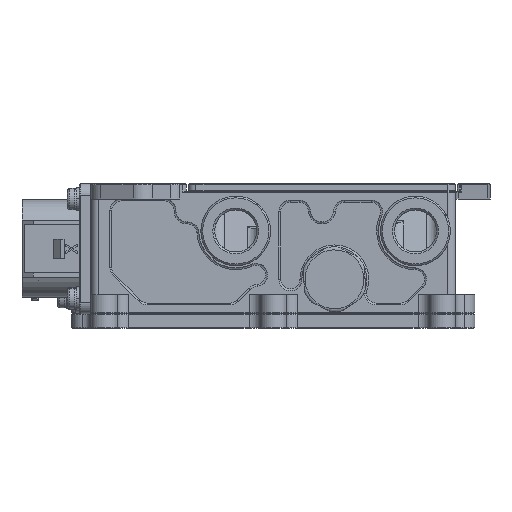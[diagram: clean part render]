
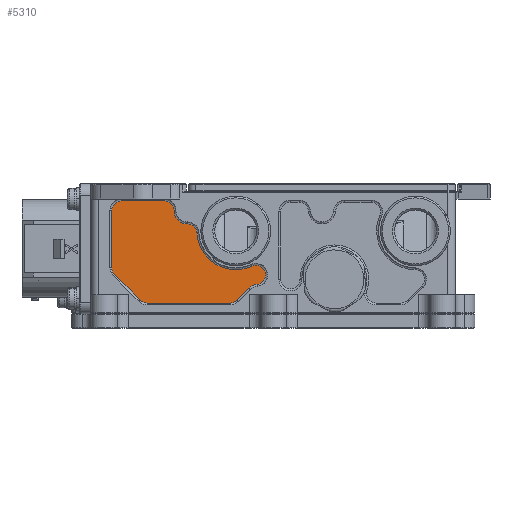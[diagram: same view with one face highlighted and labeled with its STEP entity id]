
A CAD part, front view. The second image highlights one B-rep face of the part: STEP entity #5310.
In plain terms, the highlighted planar face has unit normal (0, -1, 0).
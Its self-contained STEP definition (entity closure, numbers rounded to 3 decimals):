
#638 = LINE ( 'NONE', #40624, #34005 ) ;
#2270 = CARTESIAN_POINT ( 'NONE',  ( 3.859, -48.5, 27.802 ) ) ;
#2875 = DIRECTION ( 'NONE',  ( 1., 0., 0. ) ) ;
#4583 = AXIS2_PLACEMENT_3D ( 'NONE', #2270, #42263, #82200 ) ;
#4641 = ORIENTED_EDGE ( 'NONE', *, *, #39148, .T. ) ;
#5042 = DIRECTION ( 'NONE',  ( 1., 0., 0. ) ) ;
#5310 = ADVANCED_FACE ( 'NONE', ( #107274 ), #17494, .T. ) ;
#6238 = DIRECTION ( 'NONE',  ( -0.707, 0., -0.707 ) ) ;
#7655 = DIRECTION ( 'NONE',  ( 1., 0., 0. ) ) ;
#9342 = VERTEX_POINT ( 'NONE', #71267 ) ;
#10937 = AXIS2_PLACEMENT_3D ( 'NONE', #105916, #16147, #56129 ) ;
#13062 = EDGE_CURVE ( 'NONE', #51687, #57840, #73973, .T. ) ;
#13617 = VERTEX_POINT ( 'NONE', #117602 ) ;
#13665 = AXIS2_PLACEMENT_3D ( 'NONE', #125093, #35282, #75258 ) ;
#14918 = CARTESIAN_POINT ( 'NONE',  ( 11.243, -48.5, 29.2 ) ) ;
#16147 = DIRECTION ( 'NONE',  ( 0., -1., 0. ) ) ;
#16849 = CIRCLE ( 'NONE', #33555, 2.5 ) ;
#17494 = PLANE ( 'NONE',  #81127 ) ;
#18924 = EDGE_CURVE ( 'NONE', #13617, #49281, #61110, .T. ) ;
#21331 = ORIENTED_EDGE ( 'NONE', *, *, #94904, .T. ) ;
#22423 = CARTESIAN_POINT ( 'NONE',  ( 11.243, -48.5, 26.7 ) ) ;
#24167 = DIRECTION ( 'NONE',  ( -0.707, 0., 0.707 ) ) ;
#25499 = EDGE_CURVE ( 'NONE', #32123, #119592, #35291, .T. ) ;
#25971 = ORIENTED_EDGE ( 'NONE', *, *, #18924, .T. ) ;
#26675 = DIRECTION ( 'NONE',  ( 1., 0., 0. ) ) ;
#26724 = DIRECTION ( 'NONE',  ( 0., -1., 0. ) ) ;
#27157 = CARTESIAN_POINT ( 'NONE',  ( 19.937, -48.5, 10.872 ) ) ;
#27617 = DIRECTION ( 'NONE',  ( 0., -1., 0. ) ) ;
#27851 = CARTESIAN_POINT ( 'NONE',  ( 9.475, -48.5, 28.468 ) ) ;
#28110 = CARTESIAN_POINT ( 'NONE',  ( 4.5, -48.5, 21.836 ) ) ;
#29400 = AXIS2_PLACEMENT_3D ( 'NONE', #54866, #94800, #5042 ) ;
#32123 = VERTEX_POINT ( 'NONE', #14918 ) ;
#32536 = VERTEX_POINT ( 'NONE', #93380 ) ;
#33555 = AXIS2_PLACEMENT_3D ( 'NONE', #52707, #92642, #2875 ) ;
#34005 = VECTOR ( 'NONE', #80578, 1000. ) ;
#34302 = ORIENTED_EDGE ( 'NONE', *, *, #25499, .T. ) ;
#35190 = AXIS2_PLACEMENT_3D ( 'NONE', #28110, #68076, #108049 ) ;
#35282 = DIRECTION ( 'NONE',  ( 0., 1., 0. ) ) ;
#35285 = AXIS2_PLACEMENT_3D ( 'NONE', #76468, #116490, #26675 ) ;
#35291 = CIRCLE ( 'NONE', #108534, 2.5 ) ;
#37395 = ORIENTED_EDGE ( 'NONE', *, *, #110460, .T. ) ;
#37457 = CARTESIAN_POINT ( 'NONE',  ( 42.2, -48.5, 5. ) ) ;
#37522 = VERTEX_POINT ( 'NONE', #27157 ) ;
#38784 = LINE ( 'NONE', #78745, #117940 ) ;
#39148 = EDGE_CURVE ( 'NONE', #53519, #51687, #43260, .T. ) ;
#40624 = CARTESIAN_POINT ( 'NONE',  ( 38.7, -48.5, 29.2 ) ) ;
#41292 = CARTESIAN_POINT ( 'NONE',  ( 34.725, -48.5, 28.468 ) ) ;
#42263 = DIRECTION ( 'NONE',  ( 0., 1., 0. ) ) ;
#43013 = VECTOR ( 'NONE', #6238, 1000. ) ;
#43260 = CIRCLE ( 'NONE', #60035, 2.5 ) ;
#45467 = ORIENTED_EDGE ( 'NONE', *, *, #105273, .T. ) ;
#45899 = CARTESIAN_POINT ( 'NONE',  ( 39.7, -48.5, 2.5 ) ) ;
#47953 = LINE ( 'NONE', #87879, #55751 ) ;
#48124 = VERTEX_POINT ( 'NONE', #95305 ) ;
#49281 = VERTEX_POINT ( 'NONE', #128281 ) ;
#51687 = VERTEX_POINT ( 'NONE', #53355 ) ;
#52707 = CARTESIAN_POINT ( 'NONE',  ( 39.7, -48.5, 5. ) ) ;
#53355 = CARTESIAN_POINT ( 'NONE',  ( 41.468, -48.5, 21.725 ) ) ;
#53519 = VERTEX_POINT ( 'NONE', #115820 ) ;
#54866 = CARTESIAN_POINT ( 'NONE',  ( 22.433, -48.5, 5. ) ) ;
#55751 = VECTOR ( 'NONE', #127936, 1000. ) ;
#55840 = VERTEX_POINT ( 'NONE', #90725 ) ;
#56044 = LINE ( 'NONE', #95975, #43013 ) ;
#56129 = DIRECTION ( 'NONE',  ( 1., 0., 0. ) ) ;
#57456 = CARTESIAN_POINT ( 'NONE',  ( 38.7, -48.5, 5. ) ) ;
#57840 = VERTEX_POINT ( 'NONE', #41292 ) ;
#58148 = EDGE_CURVE ( 'NONE', #32536, #48124, #85851, .T. ) ;
#60035 = AXIS2_PLACEMENT_3D ( 'NONE', #116532, #26724, #66688 ) ;
#61110 = CIRCLE ( 'NONE', #4583, 3.5 ) ;
#62375 = DIRECTION ( 'NONE',  ( 0., -1., 0. ) ) ;
#62822 = ORIENTED_EDGE ( 'NONE', *, *, #111921, .T. ) ;
#66688 = DIRECTION ( 'NONE',  ( 1., 0., 0. ) ) ;
#67144 = ORIENTED_EDGE ( 'NONE', *, *, #95410, .T. ) ;
#67435 = CIRCLE ( 'NONE', #10937, 2.5 ) ;
#67569 = DIRECTION ( 'NONE',  ( 1., 0., 0. ) ) ;
#68076 = DIRECTION ( 'NONE',  ( 0., -1., 0. ) ) ;
#69842 = AXIS2_PLACEMENT_3D ( 'NONE', #117424, #27617, #67569 ) ;
#70177 = CIRCLE ( 'NONE', #13665, 10.15 ) ;
#71267 = CARTESIAN_POINT ( 'NONE',  ( 28.433, -48.5, 2.5 ) ) ;
#73588 = ORIENTED_EDGE ( 'NONE', *, *, #85778, .T. ) ;
#73973 = LINE ( 'NONE', #113982, #110463 ) ;
#74533 = EDGE_CURVE ( 'NONE', #48124, #9342, #126402, .T. ) ;
#75258 = DIRECTION ( 'NONE',  ( 1., 0., 0. ) ) ;
#75538 = VERTEX_POINT ( 'NONE', #37457 ) ;
#76468 = CARTESIAN_POINT ( 'NONE',  ( 22.433, -48.5, 11. ) ) ;
#78745 = CARTESIAN_POINT ( 'NONE',  ( 42.2, -48.5, 5. ) ) ;
#80578 = DIRECTION ( 'NONE',  ( -1., 0., 0. ) ) ;
#81127 = AXIS2_PLACEMENT_3D ( 'NONE', #57456, #97392, #7655 ) ;
#82200 = DIRECTION ( 'NONE',  ( 1., 0., 0. ) ) ;
#85778 = EDGE_CURVE ( 'NONE', #55840, #32123, #638, .T. ) ;
#85851 = CIRCLE ( 'NONE', #29400, 3.5 ) ;
#87879 = CARTESIAN_POINT ( 'NONE',  ( 38.7, -48.5, 2.5 ) ) ;
#88158 = VERTEX_POINT ( 'NONE', #95831 ) ;
#88306 = EDGE_CURVE ( 'NONE', #75538, #53519, #38784, .T. ) ;
#89184 = ORIENTED_EDGE ( 'NONE', *, *, #94081, .T. ) ;
#90725 = CARTESIAN_POINT ( 'NONE',  ( 32.957, -48.5, 29.2 ) ) ;
#91667 = CIRCLE ( 'NONE', #35190, 2.5 ) ;
#91749 = CIRCLE ( 'NONE', #35285, 2.5 ) ;
#92642 = DIRECTION ( 'NONE',  ( 0., -1., 0. ) ) ;
#93380 = CARTESIAN_POINT ( 'NONE',  ( 22.433, -48.5, 8.5 ) ) ;
#93813 = EDGE_CURVE ( 'NONE', #49281, #88158, #91667, .T. ) ;
#94081 = EDGE_CURVE ( 'NONE', #37522, #32536, #91749, .T. ) ;
#94800 = DIRECTION ( 'NONE',  ( 0., 1., 0. ) ) ;
#94904 = EDGE_CURVE ( 'NONE', #9342, #129046, #47953, .T. ) ;
#95305 = CARTESIAN_POINT ( 'NONE',  ( 25.933, -48.5, 5. ) ) ;
#95410 = EDGE_CURVE ( 'NONE', #119592, #13617, #56044, .T. ) ;
#95831 = CARTESIAN_POINT ( 'NONE',  ( 5.547, -48.5, 19.566 ) ) ;
#95975 = CARTESIAN_POINT ( 'NONE',  ( 12.354, -48.5, 31.346 ) ) ;
#97392 = DIRECTION ( 'NONE',  ( 0., -1., 0. ) ) ;
#101355 = ORIENTED_EDGE ( 'NONE', *, *, #93813, .T. ) ;
#102357 = DIRECTION ( 'NONE',  ( 1., 0., 0. ) ) ;
#105273 = EDGE_CURVE ( 'NONE', #88158, #37522, #70177, .T. ) ;
#105916 = CARTESIAN_POINT ( 'NONE',  ( 32.957, -48.5, 26.7 ) ) ;
#106238 = ORIENTED_EDGE ( 'NONE', *, *, #58148, .T. ) ;
#107274 = FACE_OUTER_BOUND ( 'NONE', #111534, .T. ) ;
#108049 = DIRECTION ( 'NONE',  ( 1., 0., 0. ) ) ;
#108534 = AXIS2_PLACEMENT_3D ( 'NONE', #22423, #62375, #102357 ) ;
#108722 = ORIENTED_EDGE ( 'NONE', *, *, #13062, .T. ) ;
#109977 = ORIENTED_EDGE ( 'NONE', *, *, #88306, .T. ) ;
#110460 = EDGE_CURVE ( 'NONE', #129046, #75538, #16849, .T. ) ;
#110463 = VECTOR ( 'NONE', #24167, 1000. ) ;
#111534 = EDGE_LOOP ( 'NONE', ( #34302, #67144, #25971, #101355, #45467, #89184, #106238, #126674, #21331, #37395, #109977, #4641, #108722, #62822, #73588 ) ) ;
#111921 = EDGE_CURVE ( 'NONE', #57840, #55840, #67435, .T. ) ;
#113982 = CARTESIAN_POINT ( 'NONE',  ( 48.446, -48.5, 14.746 ) ) ;
#115820 = CARTESIAN_POINT ( 'NONE',  ( 42.2, -48.5, 19.957 ) ) ;
#116490 = DIRECTION ( 'NONE',  ( 0., -1., 0. ) ) ;
#116532 = CARTESIAN_POINT ( 'NONE',  ( 39.7, -48.5, 19.957 ) ) ;
#117424 = CARTESIAN_POINT ( 'NONE',  ( 28.433, -48.5, 5. ) ) ;
#117602 = CARTESIAN_POINT ( 'NONE',  ( 6.334, -48.5, 25.327 ) ) ;
#117940 = VECTOR ( 'NONE', #118803, 1000. ) ;
#118803 = DIRECTION ( 'NONE',  ( 0., 0., 1. ) ) ;
#119592 = VERTEX_POINT ( 'NONE', #27851 ) ;
#125093 = CARTESIAN_POINT ( 'NONE',  ( 9.8, -48.5, 10.35 ) ) ;
#126402 = CIRCLE ( 'NONE', #69842, 2.5 ) ;
#126674 = ORIENTED_EDGE ( 'NONE', *, *, #74533, .T. ) ;
#127936 = DIRECTION ( 'NONE',  ( 1., 0., 0. ) ) ;
#128281 = CARTESIAN_POINT ( 'NONE',  ( 4.233, -48.5, 24.322 ) ) ;
#129046 = VERTEX_POINT ( 'NONE', #45899 ) ;
